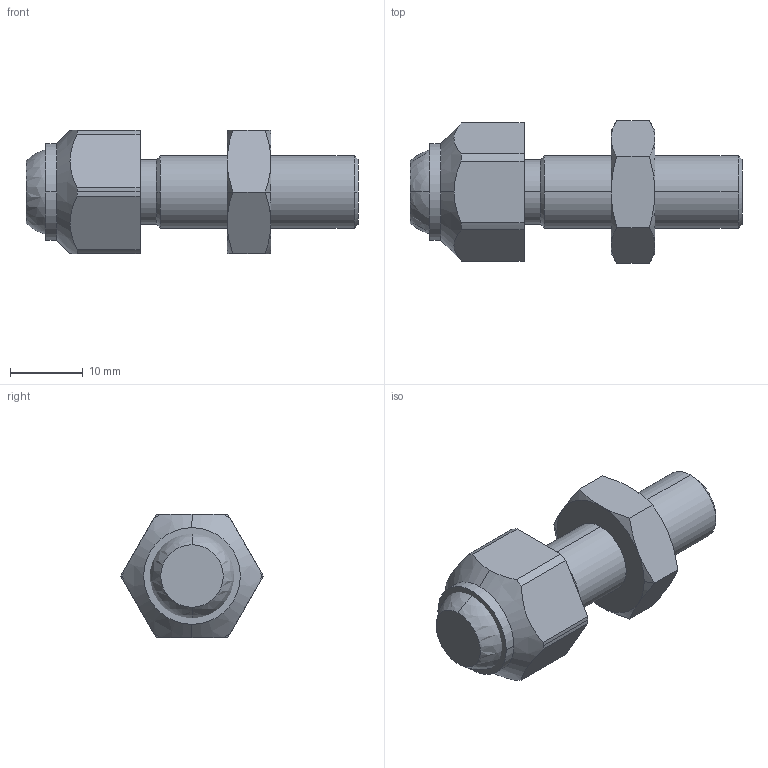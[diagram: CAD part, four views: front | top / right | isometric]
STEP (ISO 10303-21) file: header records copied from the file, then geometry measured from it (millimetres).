
FILE_DESCRIPTION(('STEP AP214'),'1');
FILE_NAME('HALDERN_EH_22741_0016.stp','2017-05-09T08:17:56',('TraceParts'),('TraceParts S.A.'),'Spatial InterOp 3D',' ',' ');
FILE_SCHEMA(('automotive_design'));
Length unit declared in the file: millimetre
Products named in the file (3): HALDERN_EH_22741_0016_1; HALDERN_EH_22741_0016_2; HALDERN_EH_22741_0016_3
Bounding box: 45.7 x 19.63 x 17 mm (x, y, z)
Volume: 7152.3 mm3; surface area: 3375.1 mm2
Topology: 3 solids, 3 shells, 63 faces, 154 edges, 94 vertices
Faces by surface type: cone 26, plane 19, cylinder 16, sphere 2
Entity records: 2400 total; most frequent: CARTESIAN_POINT 422, DIRECTION 320, ORIENTED_EDGE 300, EDGE_CURVE 150, AXIS2_PLACEMENT_3D 136, VERTEX_POINT 94, CIRCLE 70, EDGE_LOOP 66
